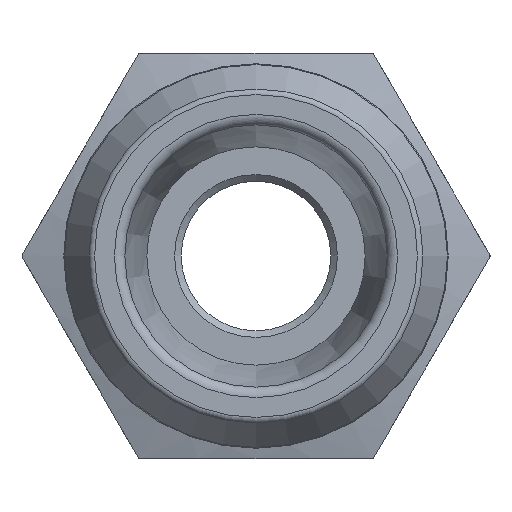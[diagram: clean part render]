
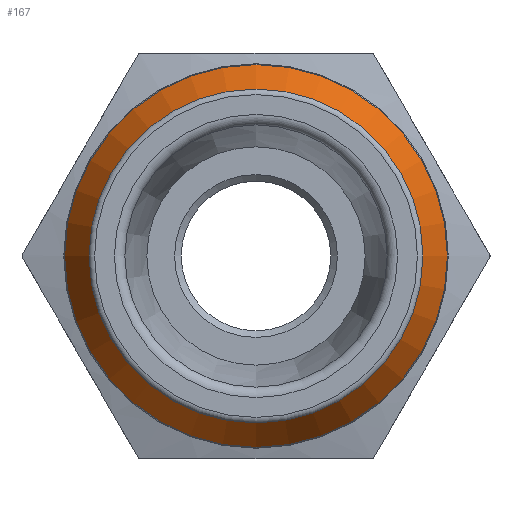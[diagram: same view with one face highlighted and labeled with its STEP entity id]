
A CAD part, left-side view. The second image highlights one B-rep face of the part: STEP entity #167.
In plain terms, the highlighted conical face has half-angle 30 degrees and reference radius 7.73 mm.
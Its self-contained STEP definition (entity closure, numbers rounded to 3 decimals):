
#167=ADVANCED_FACE('',(#243,#244),#199,.T.);
#199=CONICAL_SURFACE('',#611,7.73,30.);
#243=FACE_BOUND('',#293,.T.);
#244=FACE_BOUND('',#294,.T.);
#293=EDGE_LOOP('',(#366));
#294=EDGE_LOOP('',(#367));
#366=ORIENTED_EDGE('',*,*,#529,.T.);
#367=ORIENTED_EDGE('',*,*,#530,.T.);
#481=VERTEX_POINT('',#938);
#482=VERTEX_POINT('',#940);
#529=EDGE_CURVE('',#481,#481,#577,.T.);
#530=EDGE_CURVE('',#482,#482,#578,.T.);
#577=CIRCLE('',#609,8.96);
#578=CIRCLE('',#610,7.816);
#609=AXIS2_PLACEMENT_3D('',#937,#687,#688);
#610=AXIS2_PLACEMENT_3D('',#939,#689,#690);
#611=AXIS2_PLACEMENT_3D('',#941,#691,#692);
#687=DIRECTION('',(-1.,0.,0.));
#688=DIRECTION('',(0.,0.,1.));
#689=DIRECTION('',(1.,0.,0.));
#690=DIRECTION('',(0.,0.,1.));
#691=DIRECTION('',(1.,0.,0.));
#692=DIRECTION('',(0.,0.,-1.));
#937=CARTESIAN_POINT('',(2.13,0.,0.));
#938=CARTESIAN_POINT('',(2.13,0.,8.96));
#939=CARTESIAN_POINT('',(0.15,0.,0.));
#940=CARTESIAN_POINT('',(0.15,0.,7.816));
#941=CARTESIAN_POINT('',(0.,0.,0.));
